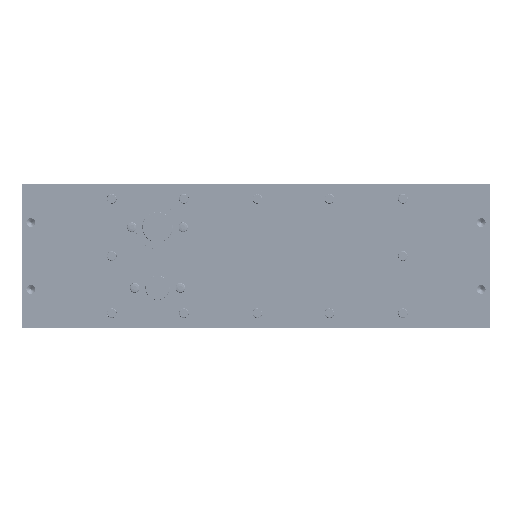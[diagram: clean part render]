
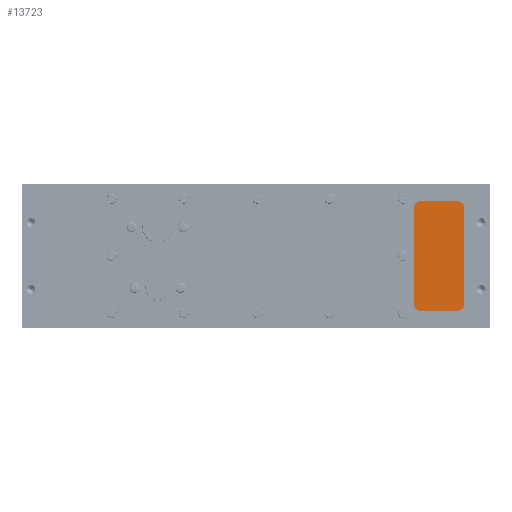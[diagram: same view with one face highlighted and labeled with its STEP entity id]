
A CAD part, front view. The second image highlights one B-rep face of the part: STEP entity #13723.
In plain terms, the highlighted planar face has unit normal (0, -1, 0).
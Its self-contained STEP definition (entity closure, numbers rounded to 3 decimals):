
#3975 = EDGE_CURVE ( 'NONE', #185914, #212270, #145967, .T. ) ;
#7954 = VERTEX_POINT ( 'NONE', #35245 ) ;
#9201 = EDGE_LOOP ( 'NONE', ( #187012, #235506, #144773, #59448, #95598, #70251, #78466, #47642 ) ) ;
#13723 = ADVANCED_FACE ( 'NONE', ( #203171 ), #147122, .T. ) ;
#16111 = EDGE_CURVE ( 'NONE', #86160, #45474, #26346, .T. ) ;
#18707 = VECTOR ( 'NONE', #124553, 1000. ) ;
#26346 = LINE ( 'NONE', #230461, #163206 ) ;
#28921 = CIRCLE ( 'NONE', #230910, 3. ) ;
#35245 = CARTESIAN_POINT ( 'NONE',  ( 90., -139.25, 11. ) ) ;
#39847 = EDGE_CURVE ( 'NONE', #98466, #219521, #110740, .T. ) ;
#40968 = CARTESIAN_POINT ( 'NONE',  ( 115., -139.25, 8. ) ) ;
#43406 = EDGE_CURVE ( 'NONE', #105591, #7954, #137884, .T. ) ;
#45474 = VERTEX_POINT ( 'NONE', #166728 ) ;
#45600 = DIRECTION ( 'NONE',  ( 0., -1., 0. ) ) ;
#47642 = ORIENTED_EDGE ( 'NONE', *, *, #3975, .T. ) ;
#58708 = DIRECTION ( 'NONE',  ( 0., -1., 0. ) ) ;
#59448 = ORIENTED_EDGE ( 'NONE', *, *, #39847, .T. ) ;
#68135 = AXIS2_PLACEMENT_3D ( 'NONE', #227085, #45600, #141048 ) ;
#69597 = CARTESIAN_POINT ( 'NONE',  ( 93., -139.25, 11. ) ) ;
#70251 = ORIENTED_EDGE ( 'NONE', *, *, #43406, .T. ) ;
#73751 = CARTESIAN_POINT ( 'NONE',  ( 93., -139.25, 70. ) ) ;
#78466 = ORIENTED_EDGE ( 'NONE', *, *, #176790, .T. ) ;
#80920 = CARTESIAN_POINT ( 'NONE',  ( 115., -139.25, 67. ) ) ;
#82191 = VECTOR ( 'NONE', #210696, 1000. ) ;
#86160 = VERTEX_POINT ( 'NONE', #97445 ) ;
#95598 = ORIENTED_EDGE ( 'NONE', *, *, #171755, .T. ) ;
#97445 = CARTESIAN_POINT ( 'NONE',  ( 118., -139.25, 11. ) ) ;
#98466 = VERTEX_POINT ( 'NONE', #156205 ) ;
#102313 = CARTESIAN_POINT ( 'NONE',  ( 93., -139.25, 8. ) ) ;
#105591 = VERTEX_POINT ( 'NONE', #163520 ) ;
#110740 = LINE ( 'NONE', #73751, #230335 ) ;
#116783 = CARTESIAN_POINT ( 'NONE',  ( 93., -139.25, 70. ) ) ;
#124553 = DIRECTION ( 'NONE',  ( 1., 0., 0. ) ) ;
#125562 = CIRCLE ( 'NONE', #228324, 3. ) ;
#133007 = AXIS2_PLACEMENT_3D ( 'NONE', #69597, #197333, #142399 ) ;
#135812 = DIRECTION ( 'NONE',  ( 0., 0., 1. ) ) ;
#137884 = LINE ( 'NONE', #152317, #82191 ) ;
#140473 = DIRECTION ( 'NONE',  ( 0., -1., 0. ) ) ;
#141048 = DIRECTION ( 'NONE',  ( 0., 0., -1. ) ) ;
#142399 = DIRECTION ( 'NONE',  ( 0., 0., -1. ) ) ;
#144773 = ORIENTED_EDGE ( 'NONE', *, *, #197113, .T. ) ;
#145967 = LINE ( 'NONE', #215233, #18707 ) ;
#147122 = PLANE ( 'NONE',  #234119 ) ;
#152317 = CARTESIAN_POINT ( 'NONE',  ( 90., -139.25, 67. ) ) ;
#153736 = DIRECTION ( 'NONE',  ( 0., -1., 0. ) ) ;
#156205 = CARTESIAN_POINT ( 'NONE',  ( 115., -139.25, 70. ) ) ;
#163206 = VECTOR ( 'NONE', #212508, 1000. ) ;
#163520 = CARTESIAN_POINT ( 'NONE',  ( 90., -139.25, 67. ) ) ;
#163873 = CARTESIAN_POINT ( 'NONE',  ( 115., -139.25, 11. ) ) ;
#166728 = CARTESIAN_POINT ( 'NONE',  ( 118., -139.25, 67. ) ) ;
#167994 = DIRECTION ( 'NONE',  ( -1., 0., 0. ) ) ;
#171755 = EDGE_CURVE ( 'NONE', #219521, #105591, #201550, .T. ) ;
#172720 = EDGE_CURVE ( 'NONE', #212270, #86160, #125562, .T. ) ;
#176790 = EDGE_CURVE ( 'NONE', #7954, #185914, #205426, .T. ) ;
#179880 = CARTESIAN_POINT ( 'NONE',  ( 115., -139.25, 11. ) ) ;
#185310 = DIRECTION ( 'NONE',  ( 0., 0., -1. ) ) ;
#185914 = VERTEX_POINT ( 'NONE', #102313 ) ;
#187012 = ORIENTED_EDGE ( 'NONE', *, *, #172720, .T. ) ;
#197113 = EDGE_CURVE ( 'NONE', #45474, #98466, #28921, .T. ) ;
#197333 = DIRECTION ( 'NONE',  ( 0., -1., 0. ) ) ;
#201550 = CIRCLE ( 'NONE', #68135, 3. ) ;
#203171 = FACE_OUTER_BOUND ( 'NONE', #9201, .T. ) ;
#205426 = CIRCLE ( 'NONE', #133007, 3. ) ;
#210696 = DIRECTION ( 'NONE',  ( 0., 0., -1. ) ) ;
#212270 = VERTEX_POINT ( 'NONE', #40968 ) ;
#212508 = DIRECTION ( 'NONE',  ( 0., 0., 1. ) ) ;
#215233 = CARTESIAN_POINT ( 'NONE',  ( 93., -139.25, 8. ) ) ;
#219521 = VERTEX_POINT ( 'NONE', #116783 ) ;
#227085 = CARTESIAN_POINT ( 'NONE',  ( 93., -139.25, 67. ) ) ;
#228324 = AXIS2_PLACEMENT_3D ( 'NONE', #179880, #140473, #232438 ) ;
#230335 = VECTOR ( 'NONE', #167994, 1000. ) ;
#230461 = CARTESIAN_POINT ( 'NONE',  ( 118., -139.25, 67. ) ) ;
#230910 = AXIS2_PLACEMENT_3D ( 'NONE', #80920, #153736, #135812 ) ;
#232438 = DIRECTION ( 'NONE',  ( 0., 0., -1. ) ) ;
#234119 = AXIS2_PLACEMENT_3D ( 'NONE', #163873, #58708, #185310 ) ;
#235506 = ORIENTED_EDGE ( 'NONE', *, *, #16111, .T. ) ;
